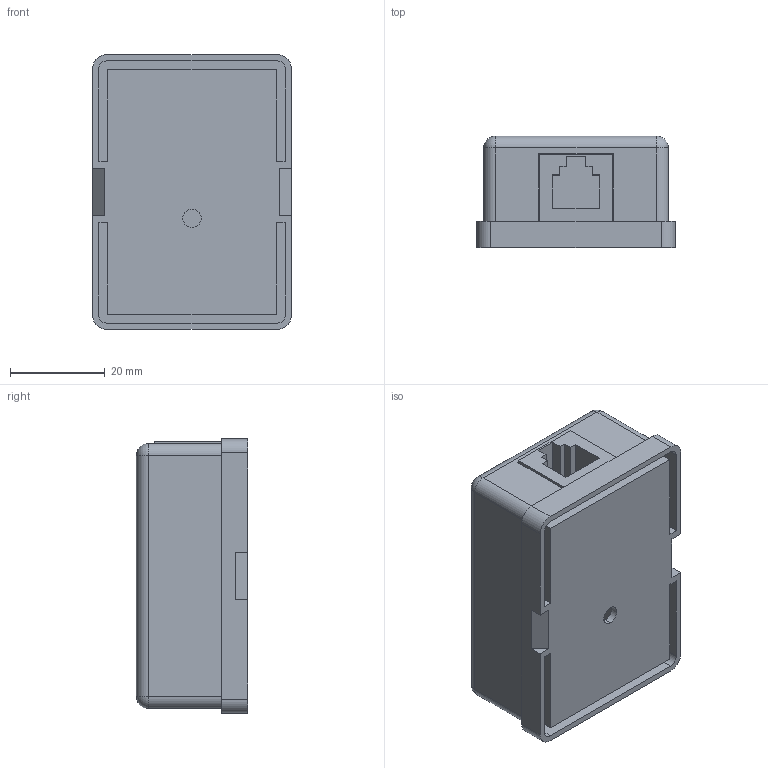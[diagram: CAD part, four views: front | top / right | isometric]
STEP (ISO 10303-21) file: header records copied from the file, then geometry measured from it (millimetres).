
FILE_DESCRIPTION (( 'STEP AP214' ), '1' );
FILE_NAME ('CS2-3C03U-12-G Ðîçåòêà èíô. íàñòåííàÿ RJ12 êàò. 3 UTP 1 ïîðò GENERICA.STEP', '2019-10-28T13:02:14', ( '' ), ( '' ), 'SwSTEP 2.0', 'SolidWorks 2017', '' );
FILE_SCHEMA (( 'AUTOMOTIVE_DESIGN' ));
Length unit declared in the file: millimetre
Products named in the file (1): CS2-3C03U-12-G Ðîçåòêà èíô. íàñòåííàÿ RJ12 êàò. 3 UTP 1 ïîðò GENERICA
Bounding box: 42 x 23.5 x 58 mm (x, y, z)
Volume: 14357.2 mm3; surface area: 18982.1 mm2
Topology: 1 solids, 1 shells, 326 faces, 914 edges, 596 vertices
Faces by surface type: plane 193, bspline 98, cylinder 27, sphere 8
Entity records: 13758 total; most frequent: CARTESIAN_POINT 5999, ORIENTED_EDGE 1812, DIRECTION 1222, EDGE_CURVE 906, LINE 656, VECTOR 656, VERTEX_POINT 596, EDGE_LOOP 344
